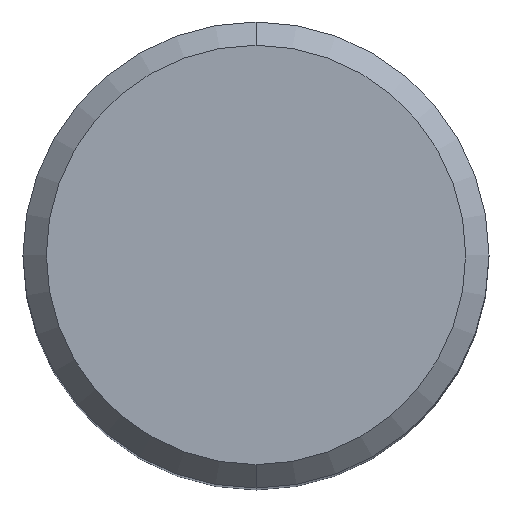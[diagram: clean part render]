
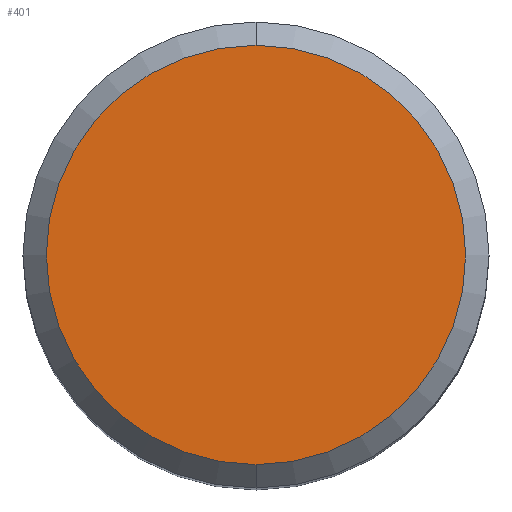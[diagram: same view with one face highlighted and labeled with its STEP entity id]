
A CAD part, top view. The second image highlights one B-rep face of the part: STEP entity #401.
In plain terms, the highlighted planar face has unit normal (0, 0, 1).
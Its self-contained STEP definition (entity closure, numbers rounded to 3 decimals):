
#253=VERTEX_POINT('',#566);
#277=EDGE_CURVE('',#253,#355,#593,.T.);
#355=VERTEX_POINT('',#681);
#401=ADVANCED_FACE('',(#732),#733,.T.);
#459=EDGE_CURVE('',#355,#253,#796,.T.);
#566=CARTESIAN_POINT('',(0.0,9.0,0.0));
#593=CIRCLE('',#1067,9.0);
#681=CARTESIAN_POINT('',(0.,-9.0,0.0));
#732=FACE_OUTER_BOUND('',#1433,.T.);
#733=PLANE('',#1434);
#796=CIRCLE('',#1601,9.0);
#1067=AXIS2_PLACEMENT_3D('',#1713,#1714,#1715);
#1433=EDGE_LOOP('',(#1892,#1893));
#1434=AXIS2_PLACEMENT_3D('',#1894,#1895,#1896);
#1601=AXIS2_PLACEMENT_3D('',#1960,#1961,#1962);
#1713=CARTESIAN_POINT('',(0.0,0.0,0.0));
#1714=DIRECTION('',(0.0,0.0,-1.0));
#1715=DIRECTION('',(0.0,1.0,0.0));
#1892=ORIENTED_EDGE('',*,*,#277,.F.);
#1893=ORIENTED_EDGE('',*,*,#459,.F.);
#1894=CARTESIAN_POINT('',(0.0,4.5,0.0));
#1895=DIRECTION('',(-0.0,0.0,1.0));
#1896=DIRECTION('',(0.0,-1.0,0.0));
#1960=CARTESIAN_POINT('',(0.0,0.0,0.0));
#1961=DIRECTION('',(0.0,0.0,-1.0));
#1962=DIRECTION('',(0.0,1.0,0.0));
